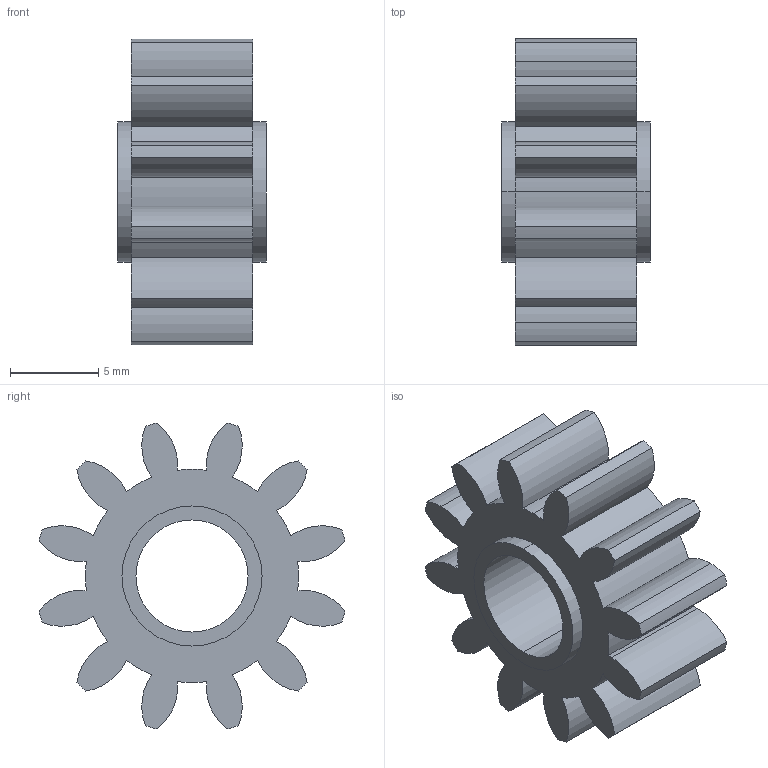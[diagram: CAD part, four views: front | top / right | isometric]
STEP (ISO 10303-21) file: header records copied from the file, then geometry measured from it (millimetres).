
FILE_DESCRIPTION (( 'STEP AP214' ), '1' );
FILE_NAME ('am-0274 GEM 12 Tooth Planet Gear.STEP', '2014-08-20T20:50:29', ( '' ), ( '' ), 'SwSTEP 2.0', 'SolidWorks 2014', '' );
FILE_SCHEMA (( 'AUTOMOTIVE_DESIGN' ));
Length unit declared in the file: inch
Products named in the file (1): am-0274 GEM 12 Tooth Planet Gear
Bounding box: 8.43 x 17.34 x 17.34 mm (x, y, z)
Volume: 975.7 mm3; surface area: 1177.7 mm2
Topology: 1 solids, 1 shells, 63 faces, 177 edges, 118 vertices
Faces by surface type: cylinder 59, plane 4
Entity records: 2153 total; most frequent: DIRECTION 423, CARTESIAN_POINT 359, ORIENTED_EDGE 354, AXIS2_PLACEMENT_3D 182, EDGE_CURVE 177, CIRCLE 118, VERTEX_POINT 118, EDGE_LOOP 67
